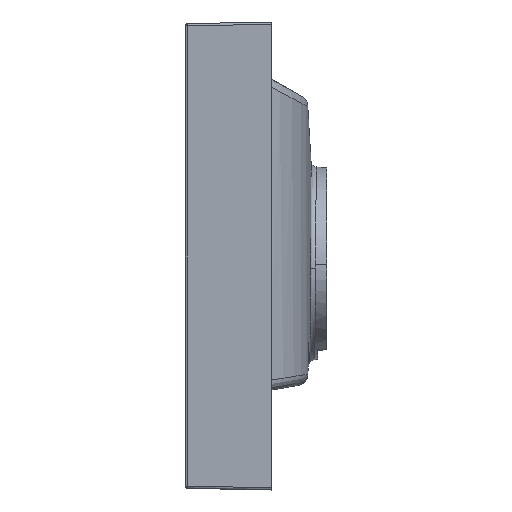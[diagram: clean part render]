
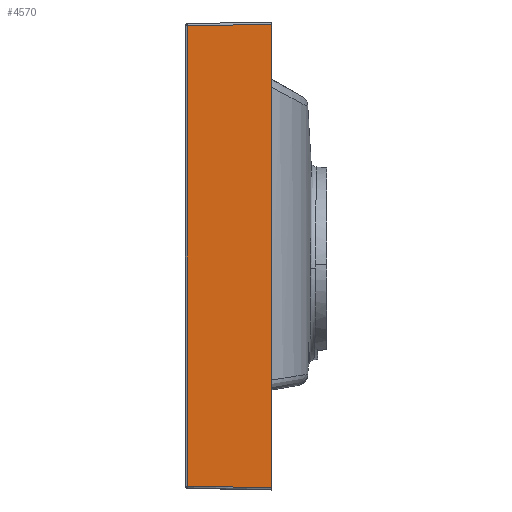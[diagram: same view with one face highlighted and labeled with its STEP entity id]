
A CAD part, left-side view. The second image highlights one B-rep face of the part: STEP entity #4570.
In plain terms, the highlighted planar face has unit normal (-1, 0.026, 0).
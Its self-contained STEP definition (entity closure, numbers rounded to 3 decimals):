
#55 = CARTESIAN_POINT ( 'NONE',  ( -345., 0., 206.5 ) ) ;
#164 = VERTEX_POINT ( 'NONE', #8733 ) ;
#175 = EDGE_CURVE ( 'NONE', #6008, #1730, #1901, .T. ) ;
#285 = DIRECTION ( 'NONE',  ( 0., 0., -1. ) ) ;
#310 = VECTOR ( 'NONE', #997, 1000. ) ;
#314 = VECTOR ( 'NONE', #9355, 1000. ) ;
#602 = EDGE_CURVE ( 'NONE', #164, #8027, #2243, .T. ) ;
#739 = CARTESIAN_POINT ( 'NONE',  ( -347.016, -77., -205.979 ) ) ;
#758 = DIRECTION ( 'NONE',  ( -0.026, -1., 0. ) ) ;
#838 = AXIS2_PLACEMENT_3D ( 'NONE', #55, #4990, #758 ) ;
#997 = DIRECTION ( 'NONE',  ( 0.026, 0.999, -0.019 ) ) ;
#1368 = CARTESIAN_POINT ( 'NONE',  ( -347.017, -77.038, -205.98 ) ) ;
#1695 = CARTESIAN_POINT ( 'NONE',  ( -345.051, -1.948, 206.5 ) ) ;
#1730 = VERTEX_POINT ( 'NONE', #8593 ) ;
#1901 = LINE ( 'NONE', #1695, #4734 ) ;
#2131 = PLANE ( 'NONE',  #838 ) ;
#2166 = DIRECTION ( 'NONE',  ( -0.026, -0.999, -0.019 ) ) ;
#2243 = LINE ( 'NONE', #2833, #314 ) ;
#2833 = CARTESIAN_POINT ( 'NONE',  ( -347.016, -77., 206.5 ) ) ;
#3184 = CARTESIAN_POINT ( 'NONE',  ( -345.051, -1.948, 204.538 ) ) ;
#3391 = EDGE_LOOP ( 'NONE', ( #3589, #9197, #3501, #6044 ) ) ;
#3501 = ORIENTED_EDGE ( 'NONE', *, *, #4350, .T. ) ;
#3589 = ORIENTED_EDGE ( 'NONE', *, *, #4081, .T. ) ;
#3930 = CARTESIAN_POINT ( 'NONE',  ( -345.001, -0.038, 204.501 ) ) ;
#4081 = EDGE_CURVE ( 'NONE', #164, #6008, #5977, .T. ) ;
#4350 = EDGE_CURVE ( 'NONE', #1730, #8027, #5298, .T. ) ;
#4570 = ADVANCED_FACE ( 'NONE', ( #7649 ), #2131, .T. ) ;
#4734 = VECTOR ( 'NONE', #285, 1000. ) ;
#4990 = DIRECTION ( 'NONE',  ( -1., 0.026, 0. ) ) ;
#5298 = LINE ( 'NONE', #1368, #9143 ) ;
#5977 = LINE ( 'NONE', #3930, #310 ) ;
#6008 = VERTEX_POINT ( 'NONE', #3184 ) ;
#6044 = ORIENTED_EDGE ( 'NONE', *, *, #602, .F. ) ;
#7649 = FACE_OUTER_BOUND ( 'NONE', #3391, .T. ) ;
#8027 = VERTEX_POINT ( 'NONE', #739 ) ;
#8593 = CARTESIAN_POINT ( 'NONE',  ( -345.051, -1.948, -204.538 ) ) ;
#8733 = CARTESIAN_POINT ( 'NONE',  ( -347.016, -77., 205.979 ) ) ;
#9143 = VECTOR ( 'NONE', #2166, 1000. ) ;
#9197 = ORIENTED_EDGE ( 'NONE', *, *, #175, .T. ) ;
#9355 = DIRECTION ( 'NONE',  ( 0., 0., -1. ) ) ;
